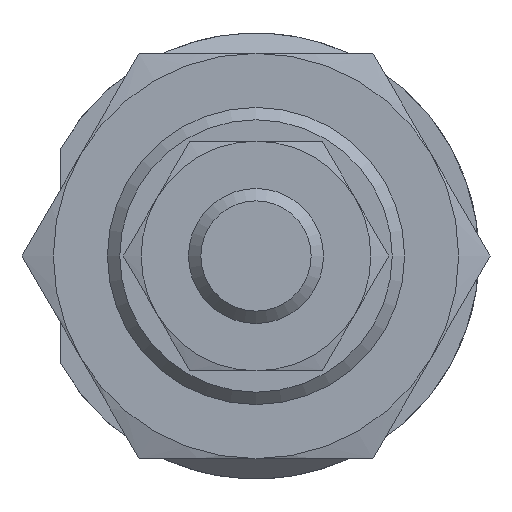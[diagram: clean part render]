
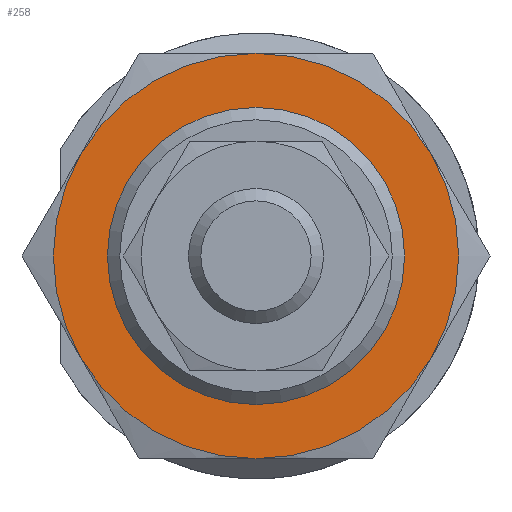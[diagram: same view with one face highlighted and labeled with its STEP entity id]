
A CAD part, left-side view. The second image highlights one B-rep face of the part: STEP entity #258.
In plain terms, the highlighted planar face has unit normal (-1, 0, 0).
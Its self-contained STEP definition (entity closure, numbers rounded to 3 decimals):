
#258 = ADVANCED_FACE( '', ( #530, #531 ), #532, .F. );
#530 = FACE_OUTER_BOUND( '', #900, .T. );
#531 = FACE_BOUND( '', #901, .T. );
#532 = PLANE( '', #902 );
#900 = EDGE_LOOP( '', ( #1279, #1280, #1281, #1282, #1283, #1284 ) );
#901 = EDGE_LOOP( '', ( #1285 ) );
#902 = AXIS2_PLACEMENT_3D( '', #1286, #1287, #1288 );
#1279 = ORIENTED_EDGE( '', *, *, #2039, .F. );
#1280 = ORIENTED_EDGE( '', *, *, #2040, .F. );
#1281 = ORIENTED_EDGE( '', *, *, #2041, .F. );
#1282 = ORIENTED_EDGE( '', *, *, #2042, .F. );
#1283 = ORIENTED_EDGE( '', *, *, #2043, .F. );
#1284 = ORIENTED_EDGE( '', *, *, #2044, .F. );
#1285 = ORIENTED_EDGE( '', *, *, #2045, .T. );
#1286 = CARTESIAN_POINT( '', ( 0., 0., 0. ) );
#1287 = DIRECTION( '', ( 1., 0., 0. ) );
#1288 = DIRECTION( '', ( 0., 0., -1. ) );
#2039 = EDGE_CURVE( '', #2339, #2340, #2341, .T. );
#2040 = EDGE_CURVE( '', #2342, #2339, #2343, .T. );
#2041 = EDGE_CURVE( '', #2344, #2342, #2345, .T. );
#2042 = EDGE_CURVE( '', #2346, #2344, #2347, .T. );
#2043 = EDGE_CURVE( '', #2335, #2346, #2348, .T. );
#2044 = EDGE_CURVE( '', #2340, #2335, #2349, .T. );
#2045 = EDGE_CURVE( '', #2350, #2350, #2351, .T. );
#2335 = VERTEX_POINT( '', #2764 );
#2339 = VERTEX_POINT( '', #2778 );
#2340 = VERTEX_POINT( '', #2779 );
#2341 = CIRCLE( '', #2780, 15. );
#2342 = VERTEX_POINT( '', #2781 );
#2343 = CIRCLE( '', #2782, 15. );
#2344 = VERTEX_POINT( '', #2783 );
#2345 = CIRCLE( '', #2784, 15. );
#2346 = VERTEX_POINT( '', #2785 );
#2347 = CIRCLE( '', #2786, 15. );
#2348 = CIRCLE( '', #2787, 15. );
#2349 = CIRCLE( '', #2788, 15. );
#2350 = VERTEX_POINT( '', #2789 );
#2351 = CIRCLE( '', #2790, 11. );
#2764 = CARTESIAN_POINT( '', ( 0., 0., 15. ) );
#2778 = CARTESIAN_POINT( '', ( 0., 12.99, -7.5 ) );
#2779 = CARTESIAN_POINT( '', ( 0., 12.99, 7.5 ) );
#2780 = AXIS2_PLACEMENT_3D( '', #3394, #3395, #3396 );
#2781 = CARTESIAN_POINT( '', ( 0., 0., -15. ) );
#2782 = AXIS2_PLACEMENT_3D( '', #3397, #3398, #3399 );
#2783 = CARTESIAN_POINT( '', ( 0., -12.99, -7.5 ) );
#2784 = AXIS2_PLACEMENT_3D( '', #3400, #3401, #3402 );
#2785 = CARTESIAN_POINT( '', ( 0., -12.99, 7.5 ) );
#2786 = AXIS2_PLACEMENT_3D( '', #3403, #3404, #3405 );
#2787 = AXIS2_PLACEMENT_3D( '', #3406, #3407, #3408 );
#2788 = AXIS2_PLACEMENT_3D( '', #3409, #3410, #3411 );
#2789 = CARTESIAN_POINT( '', ( 0., 0., -11. ) );
#2790 = AXIS2_PLACEMENT_3D( '', #3412, #3413, #3414 );
#3394 = CARTESIAN_POINT( '', ( 0., 0., 0. ) );
#3395 = DIRECTION( '', ( 1., 0., 0. ) );
#3396 = DIRECTION( '', ( 0., 0., -1. ) );
#3397 = CARTESIAN_POINT( '', ( 0., 0., 0. ) );
#3398 = DIRECTION( '', ( 1., 0., 0. ) );
#3399 = DIRECTION( '', ( 0., 0., -1. ) );
#3400 = CARTESIAN_POINT( '', ( 0., 0., 0. ) );
#3401 = DIRECTION( '', ( 1., 0., 0. ) );
#3402 = DIRECTION( '', ( 0., 0., -1. ) );
#3403 = CARTESIAN_POINT( '', ( 0., 0., 0. ) );
#3404 = DIRECTION( '', ( 1., 0., 0. ) );
#3405 = DIRECTION( '', ( 0., 0., -1. ) );
#3406 = CARTESIAN_POINT( '', ( 0., 0., 0. ) );
#3407 = DIRECTION( '', ( 1., 0., 0. ) );
#3408 = DIRECTION( '', ( 0., 0., -1. ) );
#3409 = CARTESIAN_POINT( '', ( 0., 0., 0. ) );
#3410 = DIRECTION( '', ( 1., 0., 0. ) );
#3411 = DIRECTION( '', ( 0., 0., -1. ) );
#3412 = CARTESIAN_POINT( '', ( 0., 0., 0. ) );
#3413 = DIRECTION( '', ( 1., 0., 0. ) );
#3414 = DIRECTION( '', ( 0., 0., -1. ) );
